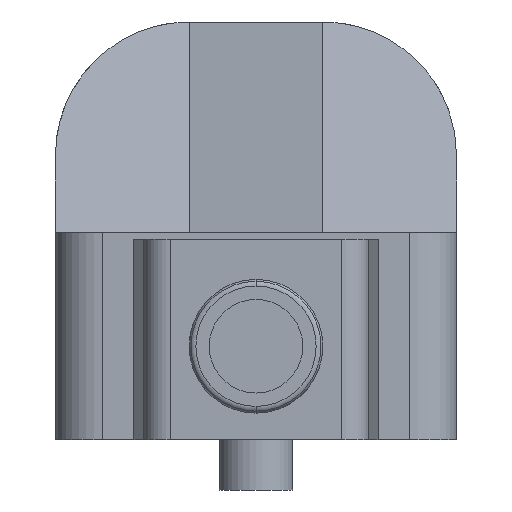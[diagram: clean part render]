
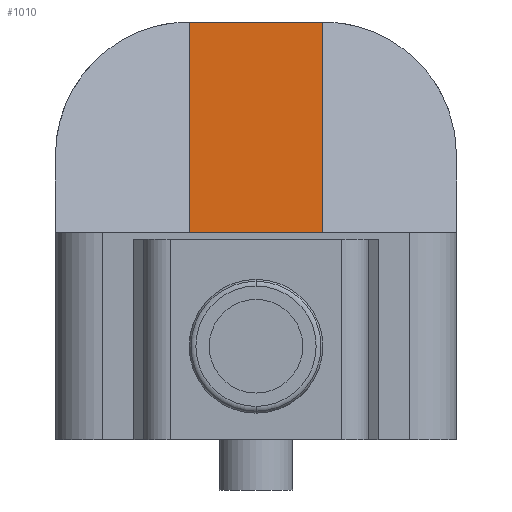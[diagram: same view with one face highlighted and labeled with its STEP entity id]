
A CAD part, front view. The second image highlights one B-rep face of the part: STEP entity #1010.
In plain terms, the highlighted planar face has unit normal (0, -1, 0).
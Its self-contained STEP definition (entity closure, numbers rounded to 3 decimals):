
#104=DIRECTION('',(0.,0.,1.));
#105=VECTOR('',#104,6.8);
#106=CARTESIAN_POINT('',(-2.,21.3,5.7));
#107=LINE('',#106,#105);
#108=DIRECTION('',(-1.,0.,0.));
#109=VECTOR('',#108,4.);
#110=CARTESIAN_POINT('',(2.,21.3,12.5));
#111=LINE('',#110,#109);
#112=DIRECTION('',(0.,0.,1.));
#113=VECTOR('',#112,6.8);
#114=CARTESIAN_POINT('',(2.,21.3,5.7));
#115=LINE('',#114,#113);
#256=DIRECTION('',(-1.,0.,0.));
#257=VECTOR('',#256,4.);
#258=CARTESIAN_POINT('',(2.,21.3,5.7));
#259=LINE('',#258,#257);
#758=CARTESIAN_POINT('',(-2.,21.3,12.5));
#759=VERTEX_POINT('',#758);
#760=CARTESIAN_POINT('',(2.,21.3,12.5));
#761=VERTEX_POINT('',#760);
#774=CARTESIAN_POINT('',(2.,21.3,5.7));
#775=VERTEX_POINT('',#774);
#782=CARTESIAN_POINT('',(-2.,21.3,5.7));
#783=VERTEX_POINT('',#782);
#996=CARTESIAN_POINT('',(-2.,21.3,12.5));
#997=DIRECTION('',(0.,1.,0.));
#998=DIRECTION('',(1.,0.,0.));
#999=AXIS2_PLACEMENT_3D('',#996,#997,#998);
#1000=PLANE('',#999);
#1002=ORIENTED_EDGE('',*,*,#1001,.F.);
#1004=ORIENTED_EDGE('',*,*,#1003,.F.);
#1006=ORIENTED_EDGE('',*,*,#1005,.T.);
#1007=ORIENTED_EDGE('',*,*,#987,.T.);
#1008=EDGE_LOOP('',(#1002,#1004,#1006,#1007));
#1009=FACE_OUTER_BOUND('',#1008,.F.);
#1010=ADVANCED_FACE('',(#1009),#1000,.F.);
#987=EDGE_CURVE('',#783,#759,#107,.T.);
#1001=EDGE_CURVE('',#761,#759,#111,.T.);
#1003=EDGE_CURVE('',#775,#761,#115,.T.);
#1005=EDGE_CURVE('',#775,#783,#259,.T.);
